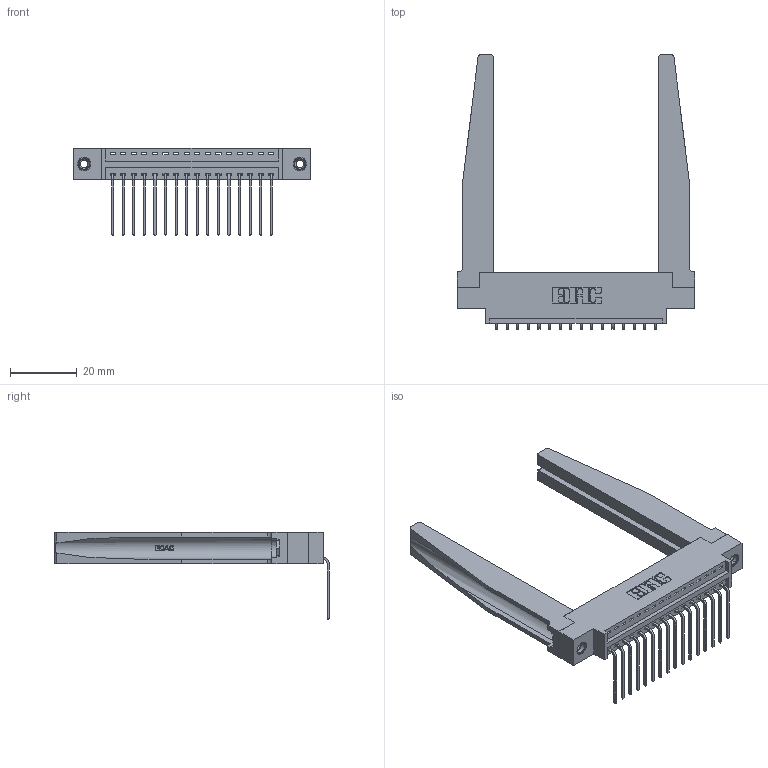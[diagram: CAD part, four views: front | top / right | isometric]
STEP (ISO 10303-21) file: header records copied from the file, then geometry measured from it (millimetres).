
FILE_DESCRIPTION (( 'STEP AP203' ), '1' );
FILE_NAME ('396-016-559-678.STEP', '2019-10-31T20:40:57', ( '' ), ( '' ), 'SwSTEP 2.0', 'SolidWorks 2016', '' );
FILE_SCHEMA (( 'CONFIG_CONTROL_DESIGN' ));
Length unit declared in the file: inch
Products named in the file (5): 346 Part_0.170 Offset - 0.156 Dia-TH; 345-292-001_558 559 Tail - 1; 346-220-078_345-220-078; 345-250-001_345-250-001-102; 396-016-559-678
Assembly tree (21 placements, depth 2):
  396-016-559-678
    346 Part_0.170 Offset - 0.156 Dia-TH
    345-292-001_558 559 Tail - 1  x16
    346-220-078_345-220-078  x2
    345-250-001_345-250-001-102  x2
Bounding box: 71.37 x 82.36 x 26.16 mm (x, y, z)
Volume: 13460.5 mm3; surface area: 14926.6 mm2
Topology: 21 solids, 21 shells, 1320 faces, 3861 edges, 2542 vertices
Faces by surface type: plane 894, cylinder 374, bspline 36, cone 12, torus 4
Entity records: 18394 total; most frequent: CARTESIAN_POINT 4075, ORIENTED_EDGE 2914, DIRECTION 2611, EDGE_CURVE 1457, LINE 1167, VECTOR 1167, VERTEX_POINT 964, AXIS2_PLACEMENT_3D 722
